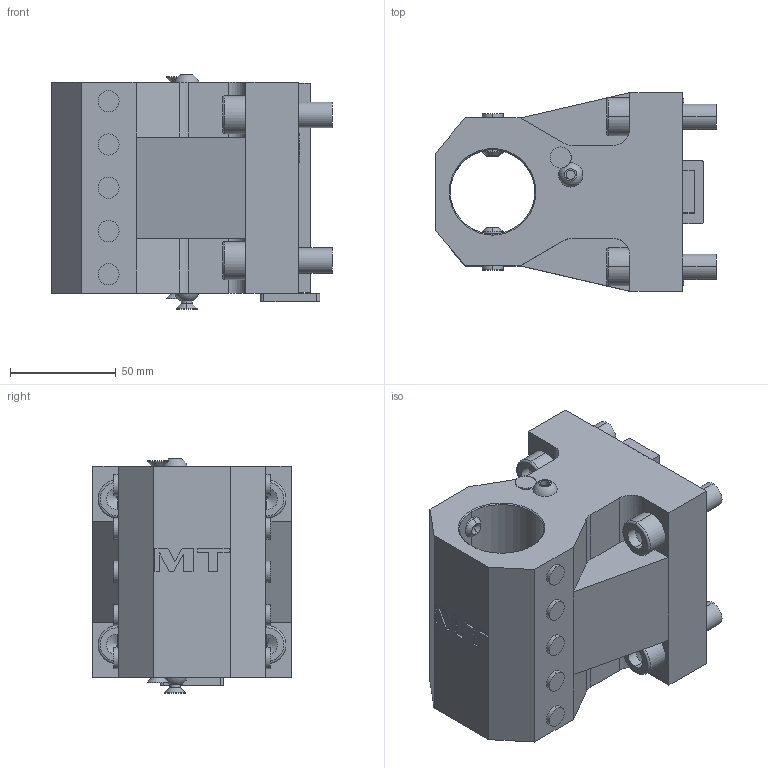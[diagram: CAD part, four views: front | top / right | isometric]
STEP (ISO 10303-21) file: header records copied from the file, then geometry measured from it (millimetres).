
FILE_DESCRIPTION((''),'2;1');
FILE_NAME('NKM0544000_CONF','2023-06-20T08:31:29',('gvalli'),('M.T. srl'),'CREO PARAMETRIC BY PTC INC, 2021072','CREO PARAMETRIC BY PTC INC, 2021072','');
FILE_SCHEMA(('CONFIG_CONTROL_DESIGN'));
Length unit declared in the file: millimetre
Products named in the file (1): NKM0544000_CONF
Bounding box: 133 x 94 x 111.1 mm (x, y, z)
Volume: 740910.9 mm3; surface area: 78740.8 mm2
Topology: 1 solids, 1 shells, 250 faces, 609 edges, 362 vertices
Faces by surface type: plane 88, cylinder 88, cone 58, torus 12, extrusion 2, sphere 2
Entity records: 8094 total; most frequent: CARTESIAN_POINT 2218, DIRECTION 1273, ORIENTED_EDGE 1162, EDGE_CURVE 581, AXIS2_PLACEMENT_3D 474, VERTEX_POINT 362, VECTOR 325, LINE 323
